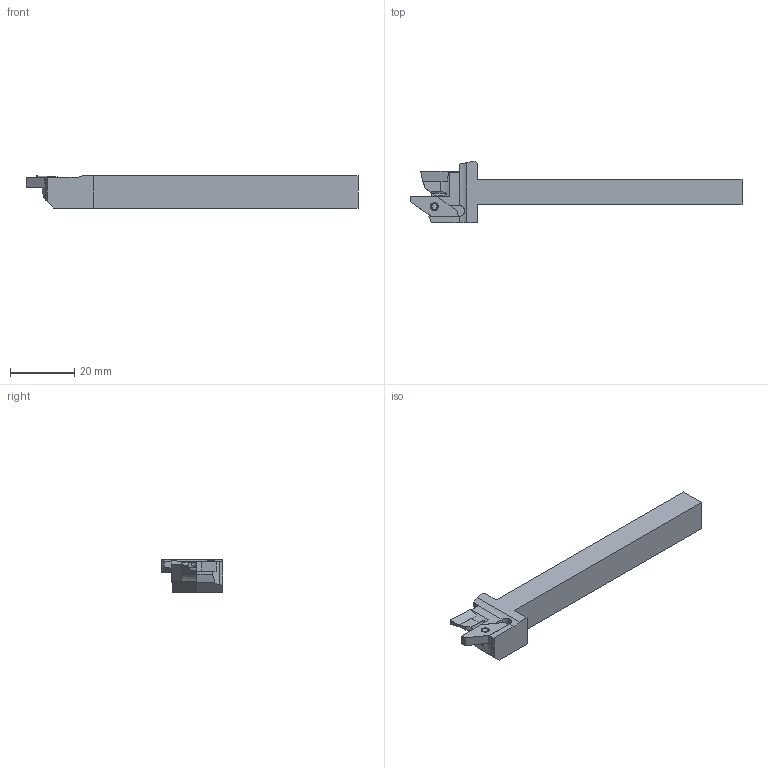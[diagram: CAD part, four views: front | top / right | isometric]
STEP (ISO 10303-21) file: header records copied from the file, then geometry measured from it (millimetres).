
FILE_DESCRIPTION (( 'STEP AP214' ), '1' );
FILE_NAME ('ISO-283-10.STEP', '2017-06-07T11:29:13', ( '' ), ( '' ), 'SwSTEP 2.0', 'SolidWorks 2016', '' );
FILE_SCHEMA (( 'AUTOMOTIVE_DESIGN' ));
Length unit declared in the file: millimetre
Products named in the file (1): ISO-283-10
Bounding box: 103.3 x 19 x 10 mm (x, y, z)
Volume: 8708.2 mm3; surface area: 4344.8 mm2
Topology: 1 solids, 1 shells, 97 faces, 294 edges, 193 vertices
Faces by surface type: plane 76, cylinder 19, bspline 2
Entity records: 4098 total; most frequent: CARTESIAN_POINT 1095, ORIENTED_EDGE 588, DIRECTION 518, EDGE_CURVE 294, VERTEX_POINT 193, LINE 186, VECTOR 186, AXIS2_PLACEMENT_3D 166
